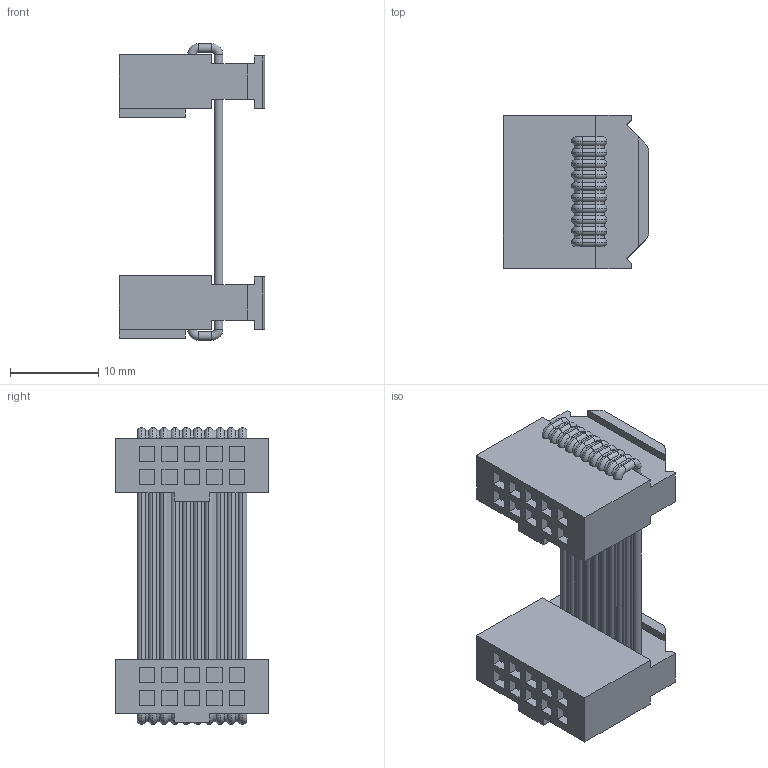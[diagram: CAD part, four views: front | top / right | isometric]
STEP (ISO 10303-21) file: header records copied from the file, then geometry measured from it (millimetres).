
FILE_DESCRIPTION(('STEP AP214'),'1');
FILE_NAME('cctmp_F74A7870-74CD-4FFB-B715-1659D0CCEF4D_2023_07_24_17_20_27_0021..stp','2023-07-24T15:20:27',('SIEMENS A&D'),('CADClick - www.CADClick.com'),'Spatial InterOp 3D postprocessed',' ','unknown authorization');
FILE_SCHEMA(('AUTOMOTIVE_DESIGN'));
Length unit declared in the file: millimetre
Products named in the file (1): 2023_07_24_17_20_27_0005
Bounding box: 16.5 x 17.3 x 33.6 mm (x, y, z)
Volume: 3283.8 mm3; surface area: 3042.9 mm2
Topology: 1 solids, 1 shells, 659 faces, 1566 edges, 932 vertices
Faces by surface type: cylinder 266, plane 241, torus 152
Entity records: 20846 total; most frequent: DIRECTION 3574, CARTESIAN_POINT 3158, ORIENTED_EDGE 3132, EDGE_CURVE 1566, AXIS2_PLACEMENT_3D 1348, VERTEX_POINT 932, LINE 878, VECTOR 878
